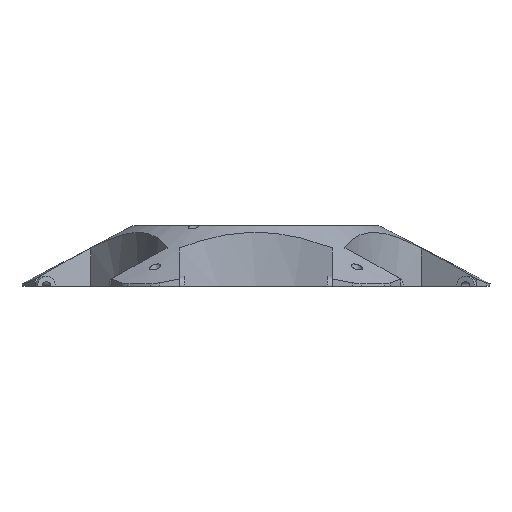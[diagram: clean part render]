
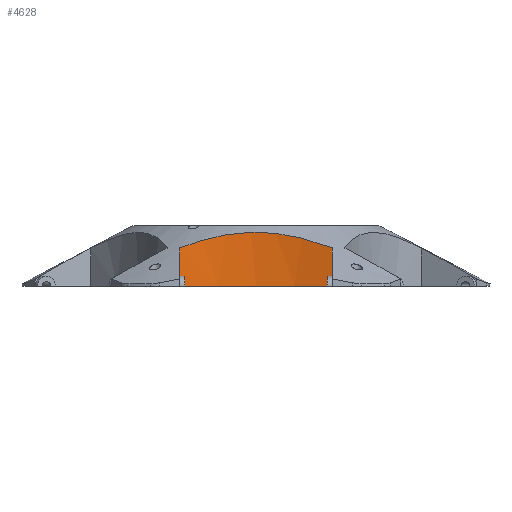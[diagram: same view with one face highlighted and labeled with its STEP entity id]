
A CAD part, front view. The second image highlights one B-rep face of the part: STEP entity #4628.
In plain terms, the highlighted cylindrical face has radius 65 mm (diameter 130 mm), a partial arc.
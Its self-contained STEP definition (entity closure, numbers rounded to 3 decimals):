
#8 = AXIS2_PLACEMENT_3D ( 'NONE', #2283, #3223, #1878 ) ;
#11 = VERTEX_POINT ( 'NONE', #841 ) ;
#74 = CARTESIAN_POINT ( 'NONE',  ( 12.915, -34.781, 11.6 ) ) ;
#103 = CARTESIAN_POINT ( 'NONE',  ( 8.202, -34.064, 12.638 ) ) ;
#107 = CARTESIAN_POINT ( 'NONE',  ( 18.916, -36.377, 0. ) ) ;
#141 = EDGE_CURVE ( 'NONE', #4678, #4966, #2683, .T. ) ;
#156 = CARTESIAN_POINT ( 'NONE',  ( 4.57, -33.724, 13.151 ) ) ;
#216 = DIRECTION ( 'NONE',  ( 0., 0., -1. ) ) ;
#300 = FACE_OUTER_BOUND ( 'NONE', #5017, .T. ) ;
#485 = CARTESIAN_POINT ( 'NONE',  ( -8.074, -34.047, 12.663 ) ) ;
#531 = B_SPLINE_CURVE_WITH_KNOTS ( 'NONE', 3,
 ( #3408, #5118, #74, #103, #1404, #156, #2551, #540, #1377, #3022, #3463, #1758, #4241, #3052, #485, #3435, #5171, #3081, #4770, #2992 ),
 .UNSPECIFIED., .F., .F.,
 ( 4, 2, 2, 2, 2, 2, 2, 2, 2, 4 ),
 ( 0., 0.01, 0.015, 0.016, 0.017, 0.02, 0.024, 0.029, 0.034, 0.039 ),
 .UNSPECIFIED. ) ;
#540 = CARTESIAN_POINT ( 'NONE',  ( 3.339, -33.649, 13.265 ) ) ;
#841 = CARTESIAN_POINT ( 'NONE',  ( -18.916, -36.377, 0. ) ) ;
#937 = EDGE_CURVE ( 'NONE', #4678, #1767, #531, .T. ) ;
#1349 = ORIENTED_EDGE ( 'NONE', *, *, #141, .F. ) ;
#1377 = CARTESIAN_POINT ( 'NONE',  ( 2.925, -33.629, 13.296 ) ) ;
#1404 = CARTESIAN_POINT ( 'NONE',  ( 6.605, -33.88, 12.914 ) ) ;
#1420 = CIRCLE ( 'NONE', #4498, 65. ) ;
#1576 = CYLINDRICAL_SURFACE ( 'NONE', #8, 65. ) ;
#1718 = ORIENTED_EDGE ( 'NONE', *, *, #4017, .F. ) ;
#1758 = CARTESIAN_POINT ( 'NONE',  ( -1.596, -33.563, 13.396 ) ) ;
#1767 = VERTEX_POINT ( 'NONE', #4834 ) ;
#1878 = DIRECTION ( 'NONE',  ( -1., 0., 0. ) ) ;
#2052 = CARTESIAN_POINT ( 'NONE',  ( 0., -98.564, 0. ) ) ;
#2283 = CARTESIAN_POINT ( 'NONE',  ( 0., -98.564, 15.001 ) ) ;
#2551 = CARTESIAN_POINT ( 'NONE',  ( 4.161, -33.696, 13.193 ) ) ;
#2683 = LINE ( 'NONE', #4373, #5155 ) ;
#2738 = LINE ( 'NONE', #2788, #2994 ) ;
#2788 = CARTESIAN_POINT ( 'NONE',  ( -18.916, -36.377, 15.001 ) ) ;
#2871 = DIRECTION ( 'NONE',  ( 0., 0., 1. ) ) ;
#2992 = CARTESIAN_POINT ( 'NONE',  ( -18.916, -36.377, 9.498 ) ) ;
#2994 = VECTOR ( 'NONE', #4429, 1000. ) ;
#3022 = CARTESIAN_POINT ( 'NONE',  ( 1.687, -33.581, 13.369 ) ) ;
#3052 = CARTESIAN_POINT ( 'NONE',  ( -6.464, -33.866, 12.935 ) ) ;
#3081 = CARTESIAN_POINT ( 'NONE',  ( -15.92, -35.524, 10.595 ) ) ;
#3223 = DIRECTION ( 'NONE',  ( 0., 0., -1. ) ) ;
#3408 = CARTESIAN_POINT ( 'NONE',  ( 18.916, -36.377, 9.498 ) ) ;
#3435 = CARTESIAN_POINT ( 'NONE',  ( -11.275, -34.529, 11.965 ) ) ;
#3463 = CARTESIAN_POINT ( 'NONE',  ( 0.864, -33.565, 13.394 ) ) ;
#3659 = CARTESIAN_POINT ( 'NONE',  ( 18.916, -36.377, 9.498 ) ) ;
#3953 = EDGE_CURVE ( 'NONE', #1767, #11, #2738, .T. ) ;
#4017 = EDGE_CURVE ( 'NONE', #4966, #11, #1420, .T. ) ;
#4241 = CARTESIAN_POINT ( 'NONE',  ( -3.225, -33.624, 13.302 ) ) ;
#4282 = ORIENTED_EDGE ( 'NONE', *, *, #3953, .T. ) ;
#4290 = ORIENTED_EDGE ( 'NONE', *, *, #937, .T. ) ;
#4373 = CARTESIAN_POINT ( 'NONE',  ( 18.916, -36.377, 15.001 ) ) ;
#4429 = DIRECTION ( 'NONE',  ( 0., 0., -1. ) ) ;
#4498 = AXIS2_PLACEMENT_3D ( 'NONE', #2052, #2871, #4677 ) ;
#4628 = ADVANCED_FACE ( 'NONE', ( #300 ), #1576, .F. ) ;
#4677 = DIRECTION ( 'NONE',  ( -1., 0., 0. ) ) ;
#4678 = VERTEX_POINT ( 'NONE', #3659 ) ;
#4770 = CARTESIAN_POINT ( 'NONE',  ( -17.43, -35.925, 10.067 ) ) ;
#4834 = CARTESIAN_POINT ( 'NONE',  ( -18.916, -36.377, 9.498 ) ) ;
#4966 = VERTEX_POINT ( 'NONE', #107 ) ;
#5017 = EDGE_LOOP ( 'NONE', ( #4290, #4282, #1718, #1349 ) ) ;
#5118 = CARTESIAN_POINT ( 'NONE',  ( 15.953, -35.476, 10.633 ) ) ;
#5155 = VECTOR ( 'NONE', #216, 1000. ) ;
#5171 = CARTESIAN_POINT ( 'NONE',  ( -12.843, -34.826, 11.544 ) ) ;
